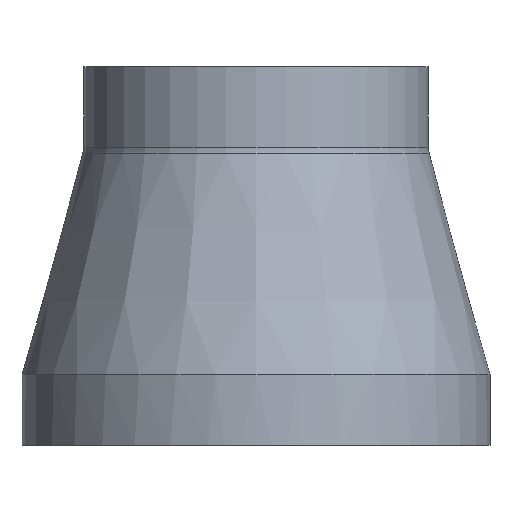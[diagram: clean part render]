
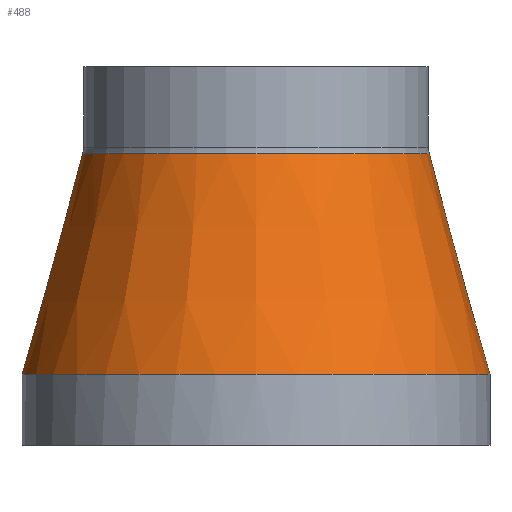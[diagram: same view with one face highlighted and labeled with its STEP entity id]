
A CAD part, left-side view. The second image highlights one B-rep face of the part: STEP entity #488.
In plain terms, the highlighted conical face has half-angle 15.376 degrees and reference radius 49.4 mm.
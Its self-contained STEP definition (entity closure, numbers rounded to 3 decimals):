
#108 = VERTEX_POINT('',#109);
#109 = CARTESIAN_POINT('',(-49.4,0.,-0.));
#115 = EDGE_CURVE('',#108,#108,#116,.T.);
#116 = CIRCLE('',#117,49.4);
#117 = AXIS2_PLACEMENT_3D('',#118,#119,#120);
#118 = CARTESIAN_POINT('',(0.,0.,0.));
#119 = DIRECTION('',(0.,0.,1.));
#120 = DIRECTION('',(-1.,0.,0.));
#488 = ADVANCED_FACE('',(#489),#508,.T.);
#489 = FACE_BOUND('',#490,.T.);
#490 = EDGE_LOOP('',(#491,#492,#500,#507));
#491 = ORIENTED_EDGE('',*,*,#115,.T.);
#492 = ORIENTED_EDGE('',*,*,#493,.T.);
#493 = EDGE_CURVE('',#108,#494,#496,.T.);
#494 = VERTEX_POINT('',#495);
#495 = CARTESIAN_POINT('',(-36.579,0.,
    46.622));
#496 = LINE('',#497,#498);
#497 = CARTESIAN_POINT('',(-49.4,0.,0.));
#498 = VECTOR('',#499,1.);
#499 = DIRECTION('',(0.265,0.,0.964));
#500 = ORIENTED_EDGE('',*,*,#501,.F.);
#501 = EDGE_CURVE('',#494,#494,#502,.T.);
#502 = CIRCLE('',#503,36.579);
#503 = AXIS2_PLACEMENT_3D('',#504,#505,#506);
#504 = CARTESIAN_POINT('',(0.,0.,46.622));
#505 = DIRECTION('',(0.,0.,1.));
#506 = DIRECTION('',(-1.,0.,0.));
#507 = ORIENTED_EDGE('',*,*,#493,.F.);
#508 = CONICAL_SURFACE('',#509,49.4,0.268);
#509 = AXIS2_PLACEMENT_3D('',#510,#511,#512);
#510 = CARTESIAN_POINT('',(0.,0.,0.));
#511 = DIRECTION('',(-0.,0.,-1.));
#512 = DIRECTION('',(-1.,0.,0.));
